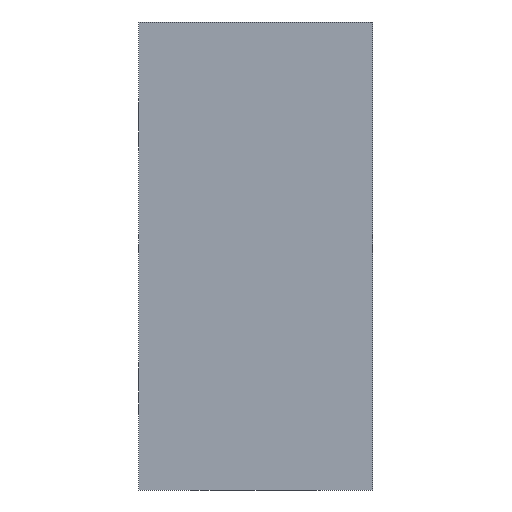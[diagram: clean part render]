
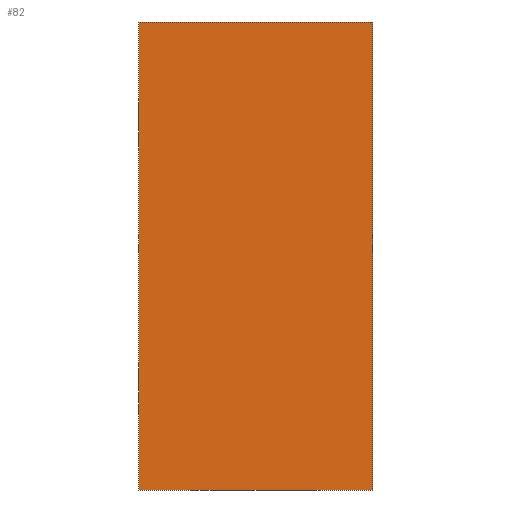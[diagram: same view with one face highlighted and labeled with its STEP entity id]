
A CAD part, front view. The second image highlights one B-rep face of the part: STEP entity #82.
In plain terms, the highlighted planar face has unit normal (0, -1, 0).
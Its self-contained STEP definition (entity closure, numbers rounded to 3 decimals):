
#82 = ADVANCED_FACE( '', ( #136 ), #137, .F. );
#136 = FACE_OUTER_BOUND( '', #243, .T. );
#137 = PLANE( '', #244 );
#243 = EDGE_LOOP( '', ( #370, #371, #372, #373 ) );
#244 = AXIS2_PLACEMENT_3D( '', #374, #375, #376 );
#370 = ORIENTED_EDGE( '', *, *, #528, .F. );
#371 = ORIENTED_EDGE( '', *, *, #539, .F. );
#372 = ORIENTED_EDGE( '', *, *, #540, .F. );
#373 = ORIENTED_EDGE( '', *, *, #534, .F. );
#374 = CARTESIAN_POINT( '', ( 0., 0., 0. ) );
#375 = DIRECTION( '', ( 0., 1., 0. ) );
#376 = DIRECTION( '', ( 0., 0., 1. ) );
#528 = EDGE_CURVE( '', #580, #581, #582, .T. );
#534 = EDGE_CURVE( '', #581, #592, #593, .T. );
#539 = EDGE_CURVE( '', #601, #580, #602, .T. );
#540 = EDGE_CURVE( '', #592, #601, #603, .T. );
#580 = VERTEX_POINT( '', #664 );
#581 = VERTEX_POINT( '', #665 );
#582 = LINE( '', #666, #667 );
#592 = VERTEX_POINT( '', #680 );
#593 = LINE( '', #681, #682 );
#601 = VERTEX_POINT( '', #692 );
#602 = LINE( '', #693, #694 );
#603 = LINE( '', #695, #696 );
#664 = CARTESIAN_POINT( '', ( -8., 0., -16. ) );
#665 = CARTESIAN_POINT( '', ( -8., 0., 16. ) );
#666 = CARTESIAN_POINT( '', ( -8., 0., -16. ) );
#667 = VECTOR( '', #767, 1000. );
#680 = CARTESIAN_POINT( '', ( 8., 0., 16. ) );
#681 = CARTESIAN_POINT( '', ( -8., 0., 16. ) );
#682 = VECTOR( '', #777, 1000. );
#692 = CARTESIAN_POINT( '', ( 8., 0., -16. ) );
#693 = CARTESIAN_POINT( '', ( 8., 0., -16. ) );
#694 = VECTOR( '', #786, 1000. );
#695 = CARTESIAN_POINT( '', ( 8., 0., 16. ) );
#696 = VECTOR( '', #787, 1000. );
#767 = DIRECTION( '', ( 0., 0., 1. ) );
#777 = DIRECTION( '', ( 1., 0., 0. ) );
#786 = DIRECTION( '', ( -1., 0., 0. ) );
#787 = DIRECTION( '', ( 0., 0., -1. ) );
